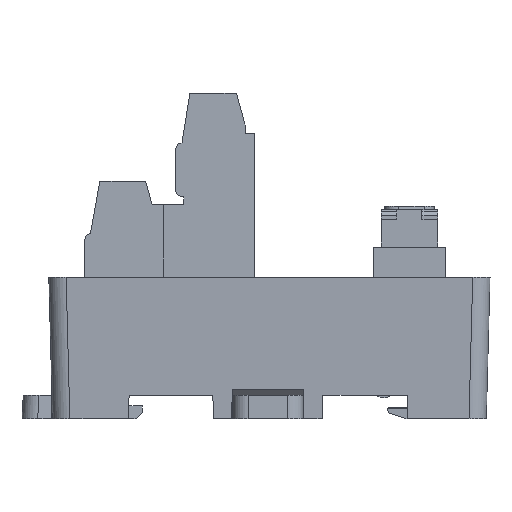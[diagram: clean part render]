
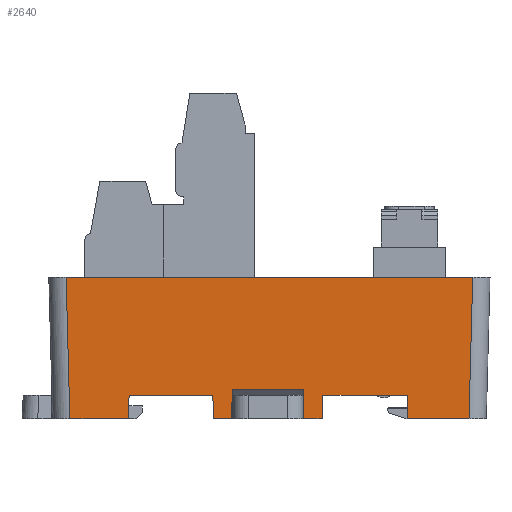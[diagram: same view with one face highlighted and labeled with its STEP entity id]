
A CAD part, left-side view. The second image highlights one B-rep face of the part: STEP entity #2640.
In plain terms, the highlighted planar face has unit normal (-1, 0, -0.026).
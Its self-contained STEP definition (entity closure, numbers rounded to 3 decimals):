
#1773=FACE_OUTER_BOUND('',#4832,.T.);
#2640=ADVANCED_FACE('',(#1773),#3568,.T.);
#3568=PLANE('',#18902);
#4832=EDGE_LOOP('',(#6669,#6670,#6671,#6672,#6673,#6674,#6675,#6676,#6677,
#6678,#6679,#6680,#6681,#6682,#6683,#6684));
#6669=ORIENTED_EDGE('',*,*,#12634,.T.);
#6670=ORIENTED_EDGE('',*,*,#12881,.F.);
#6671=ORIENTED_EDGE('',*,*,#12882,.T.);
#6672=ORIENTED_EDGE('',*,*,#12883,.F.);
#6673=ORIENTED_EDGE('',*,*,#12884,.T.);
#6674=ORIENTED_EDGE('',*,*,#12885,.F.);
#6675=ORIENTED_EDGE('',*,*,#12886,.T.);
#6676=ORIENTED_EDGE('',*,*,#12887,.T.);
#6677=ORIENTED_EDGE('',*,*,#12620,.T.);
#6678=ORIENTED_EDGE('',*,*,#12874,.T.);
#6679=ORIENTED_EDGE('',*,*,#12801,.T.);
#6680=ORIENTED_EDGE('',*,*,#12877,.T.);
#6681=ORIENTED_EDGE('',*,*,#12739,.F.);
#6682=ORIENTED_EDGE('',*,*,#12880,.T.);
#6683=ORIENTED_EDGE('',*,*,#12789,.T.);
#6684=ORIENTED_EDGE('',*,*,#12816,.F.);
#10903=VERTEX_POINT('',#25097);
#10931=VERTEX_POINT('',#25153);
#10932=VERTEX_POINT('',#25155);
#10945=VERTEX_POINT('',#25181);
#11031=VERTEX_POINT('',#25392);
#11032=VERTEX_POINT('',#25394);
#11064=VERTEX_POINT('',#25484);
#11065=VERTEX_POINT('',#25486);
#11076=VERTEX_POINT('',#25509);
#11077=VERTEX_POINT('',#25511);
#11119=VERTEX_POINT('',#25670);
#11120=VERTEX_POINT('',#25672);
#11121=VERTEX_POINT('',#25674);
#11122=VERTEX_POINT('',#25676);
#11123=VERTEX_POINT('',#25678);
#11124=VERTEX_POINT('',#25680);
#12620=EDGE_CURVE('',#10932,#10931,#15013,.T.);
#12634=EDGE_CURVE('',#10903,#10945,#15025,.T.);
#12739=EDGE_CURVE('',#11031,#11032,#15126,.T.);
#12789=EDGE_CURVE('',#11065,#11064,#15169,.T.);
#12801=EDGE_CURVE('',#11077,#11076,#15175,.T.);
#12816=EDGE_CURVE('',#10903,#11064,#15189,.T.);
#12874=EDGE_CURVE('',#10931,#11077,#15247,.T.);
#12877=EDGE_CURVE('',#11076,#11032,#15250,.T.);
#12880=EDGE_CURVE('',#11031,#11065,#15253,.T.);
#12881=EDGE_CURVE('',#11119,#10945,#15254,.T.);
#12882=EDGE_CURVE('',#11119,#11120,#15255,.T.);
#12883=EDGE_CURVE('',#11121,#11120,#15256,.T.);
#12884=EDGE_CURVE('',#11121,#11122,#15257,.T.);
#12885=EDGE_CURVE('',#11123,#11122,#15258,.T.);
#12886=EDGE_CURVE('',#11123,#11124,#15259,.T.);
#12887=EDGE_CURVE('',#11124,#10932,#15260,.T.);
#15013=LINE('',#25154,#17008);
#15025=LINE('',#25182,#17020);
#15126=LINE('',#25393,#17121);
#15169=LINE('',#25485,#17164);
#15175=LINE('',#25510,#17170);
#15189=LINE('',#25538,#17184);
#15247=LINE('',#25655,#17242);
#15250=LINE('',#25660,#17245);
#15253=LINE('',#25667,#17248);
#15254=LINE('',#25669,#17249);
#15255=LINE('',#25671,#17250);
#15256=LINE('',#25673,#17251);
#15257=LINE('',#25675,#17252);
#15258=LINE('',#25677,#17253);
#15259=LINE('',#25679,#17254);
#15260=LINE('',#25681,#17255);
#17008=VECTOR('',#20389,1.);
#17020=VECTOR('',#20405,1.);
#17121=VECTOR('',#20554,1.);
#17164=VECTOR('',#20629,1.);
#17170=VECTOR('',#20649,1.);
#17184=VECTOR('',#20671,1.);
#17242=VECTOR('',#20783,1.);
#17245=VECTOR('',#20790,1.);
#17248=VECTOR('',#20801,1.);
#17249=VECTOR('',#20804,1.);
#17250=VECTOR('',#20805,1.);
#17251=VECTOR('',#20806,1.);
#17252=VECTOR('',#20807,1.);
#17253=VECTOR('',#20808,1.);
#17254=VECTOR('',#20809,1.);
#17255=VECTOR('',#20810,1.);
#18902=AXIS2_PLACEMENT_3D('',#25682,#20811,#20812);
#20389=DIRECTION('',(0.,-1.,0.));
#20405=DIRECTION('',(0.,-1.,0.));
#20554=DIRECTION('',(0.,-1.,0.));
#20629=DIRECTION('',(0.,-1.,0.));
#20649=DIRECTION('',(0.,-1.,0.));
#20671=DIRECTION('',(0.026,0.017,-1.));
#20783=DIRECTION('',(0.026,-0.017,-1.));
#20790=DIRECTION('',(-0.026,-0.026,0.999));
#20801=DIRECTION('',(0.026,-0.026,-0.999));
#20804=DIRECTION('',(-0.026,0.035,0.999));
#20805=DIRECTION('',(0.,-1.,0.));
#20806=DIRECTION('',(0.026,0.009,-1.));
#20807=DIRECTION('',(0.,-1.,0.));
#20808=DIRECTION('',(-0.026,0.009,1.));
#20809=DIRECTION('',(0.,-1.,0.));
#20810=DIRECTION('',(-0.026,-0.035,0.999));
#20811=DIRECTION('',(-1.,0.,-0.026));
#20812=DIRECTION('',(0.026,0.,-1.));
#25097=CARTESIAN_POINT('',(-23.557,45.9,-15.));
#25153=CARTESIAN_POINT('',(-23.557,10.5,-15.));
#25154=CARTESIAN_POINT('',(-23.557,28.25,-15.));
#25155=CARTESIAN_POINT('',(-23.557,21.25,-15.));
#25181=CARTESIAN_POINT('',(-23.557,35.25,-15.));
#25182=CARTESIAN_POINT('',(-23.557,28.25,-15.));
#25392=CARTESIAN_POINT('',(-23.95,53.901,0.));
#25393=CARTESIAN_POINT('',(-23.95,27.75,0.));
#25394=CARTESIAN_POINT('',(-23.95,2.199,0.));
#25484=CARTESIAN_POINT('',(-23.479,45.952,-18.));
#25485=CARTESIAN_POINT('',(-23.479,28.25,-18.));
#25486=CARTESIAN_POINT('',(-23.479,53.429,-18.));
#25509=CARTESIAN_POINT('',(-23.479,2.671,-18.));
#25510=CARTESIAN_POINT('',(-23.479,27.75,-18.));
#25511=CARTESIAN_POINT('',(-23.479,10.448,-18.));
#25538=CARTESIAN_POINT('',(-23.526,45.921,-16.204));
#25655=CARTESIAN_POINT('',(-23.958,10.767,0.294));
#25660=CARTESIAN_POINT('',(-23.933,2.217,-0.66));
#25667=CARTESIAN_POINT('',(-23.933,53.884,-0.66));
#25669=CARTESIAN_POINT('',(-23.526,35.208,-16.202));
#25670=CARTESIAN_POINT('',(-23.479,35.145,-18.));
#25671=CARTESIAN_POINT('',(-23.479,28.25,-18.));
#25672=CARTESIAN_POINT('',(-23.479,32.826,-18.));
#25673=CARTESIAN_POINT('',(-23.951,32.669,0.04));
#25674=CARTESIAN_POINT('',(-23.576,32.794,-14.274));
#25675=CARTESIAN_POINT('',(-23.576,-181.195,-14.274));
#25676=CARTESIAN_POINT('',(-23.576,23.706,-14.274));
#25677=CARTESIAN_POINT('',(-23.951,23.831,0.032));
#25678=CARTESIAN_POINT('',(-23.479,23.674,-18.));
#25679=CARTESIAN_POINT('',(-23.479,28.25,-18.));
#25680=CARTESIAN_POINT('',(-23.479,21.355,-18.));
#25681=CARTESIAN_POINT('',(-23.944,20.735,-0.247));
#25682=CARTESIAN_POINT('',(-23.95,27.75,-0.003));
